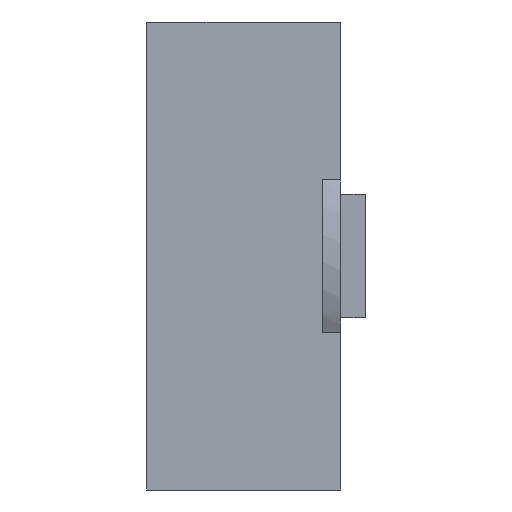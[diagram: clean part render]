
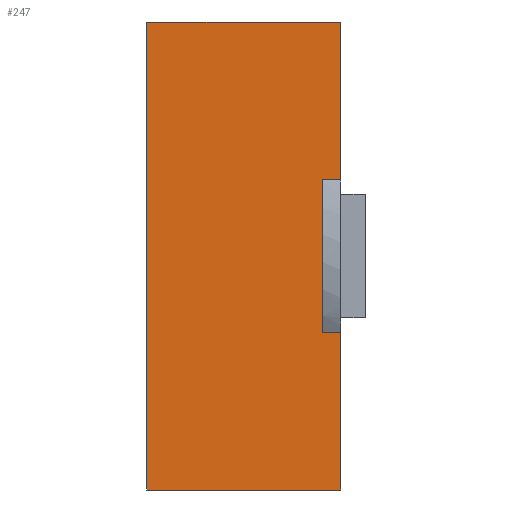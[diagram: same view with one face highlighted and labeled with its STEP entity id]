
A CAD part, left-side view. The second image highlights one B-rep face of the part: STEP entity #247.
In plain terms, the highlighted planar face has unit normal (-1, 0, 0).
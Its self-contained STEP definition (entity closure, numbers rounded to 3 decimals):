
#216 = VERTEX_POINT ( 'NONE', #3981 ) ;
#247 = ADVANCED_FACE ( 'NONE', ( #1012 ), #3030, .F. ) ;
#273 = LINE ( 'NONE', #1860, #2835 ) ;
#304 = VECTOR ( 'NONE', #2823, 1000. ) ;
#376 = EDGE_CURVE ( 'NONE', #1518, #583, #472, .T. ) ;
#442 = EDGE_CURVE ( 'NONE', #2833, #1482, #2639, .T. ) ;
#472 = LINE ( 'NONE', #1421, #304 ) ;
#545 = ORIENTED_EDGE ( 'NONE', *, *, #1815, .F. ) ;
#583 = VERTEX_POINT ( 'NONE', #2165 ) ;
#612 = DIRECTION ( 'NONE',  ( 1., 0., 0. ) ) ;
#666 = CARTESIAN_POINT ( 'NONE',  ( -3.8, 0.4, -3.8 ) ) ;
#675 = DIRECTION ( 'NONE',  ( 0., -1., 0. ) ) ;
#754 = CARTESIAN_POINT ( 'NONE',  ( -3.8, 0.4, 3.8 ) ) ;
#783 = VECTOR ( 'NONE', #675, 1000. ) ;
#859 = CARTESIAN_POINT ( 'NONE',  ( -3.8, 0.7, -1.25 ) ) ;
#995 = LINE ( 'NONE', #3818, #783 ) ;
#1012 = FACE_OUTER_BOUND ( 'NONE', #1447, .T. ) ;
#1056 = ORIENTED_EDGE ( 'NONE', *, *, #3632, .T. ) ;
#1121 = EDGE_CURVE ( 'NONE', #1480, #1686, #3337, .T. ) ;
#1147 = ORIENTED_EDGE ( 'NONE', *, *, #1121, .F. ) ;
#1204 = DIRECTION ( 'NONE',  ( 0., -1., 0. ) ) ;
#1388 = ORIENTED_EDGE ( 'NONE', *, *, #442, .T. ) ;
#1421 = CARTESIAN_POINT ( 'NONE',  ( -3.8, 3.55, 3.8 ) ) ;
#1447 = EDGE_LOOP ( 'NONE', ( #4117, #1147, #545, #1056, #1388, #1812, #2327, #1634 ) ) ;
#1480 = VERTEX_POINT ( 'NONE', #4518 ) ;
#1482 = VERTEX_POINT ( 'NONE', #2428 ) ;
#1504 = LINE ( 'NONE', #3514, #2960 ) ;
#1518 = VERTEX_POINT ( 'NONE', #3141 ) ;
#1528 = EDGE_CURVE ( 'NONE', #1518, #4215, #1504, .T. ) ;
#1533 = CARTESIAN_POINT ( 'NONE',  ( -3.8, 0.4, -1.25 ) ) ;
#1540 = EDGE_CURVE ( 'NONE', #583, #1482, #2087, .T. ) ;
#1634 = ORIENTED_EDGE ( 'NONE', *, *, #1528, .T. ) ;
#1686 = VERTEX_POINT ( 'NONE', #1533 ) ;
#1812 = ORIENTED_EDGE ( 'NONE', *, *, #1540, .F. ) ;
#1815 = EDGE_CURVE ( 'NONE', #216, #1480, #1816, .T. ) ;
#1816 = LINE ( 'NONE', #1983, #4087 ) ;
#1819 = CARTESIAN_POINT ( 'NONE',  ( -3.8, 17.848, 3.8 ) ) ;
#1860 = CARTESIAN_POINT ( 'NONE',  ( -3.8, 0.4, 3.8 ) ) ;
#1983 = CARTESIAN_POINT ( 'NONE',  ( -3.8, 0.7, -1.25 ) ) ;
#2087 = LINE ( 'NONE', #1819, #2251 ) ;
#2131 = DIRECTION ( 'NONE',  ( 0., -1., 0. ) ) ;
#2165 = CARTESIAN_POINT ( 'NONE',  ( -3.8, 3.55, 3.8 ) ) ;
#2251 = VECTOR ( 'NONE', #3224, 1000. ) ;
#2326 = AXIS2_PLACEMENT_3D ( 'NONE', #2342, #612, #4020 ) ;
#2327 = ORIENTED_EDGE ( 'NONE', *, *, #376, .F. ) ;
#2342 = CARTESIAN_POINT ( 'NONE',  ( -3.8, 17.848, 3.8 ) ) ;
#2428 = CARTESIAN_POINT ( 'NONE',  ( -3.8, 0.4, 3.8 ) ) ;
#2639 = LINE ( 'NONE', #754, #3128 ) ;
#2823 = DIRECTION ( 'NONE',  ( 0., 0., 1. ) ) ;
#2833 = VERTEX_POINT ( 'NONE', #3826 ) ;
#2835 = VECTOR ( 'NONE', #4292, 1000. ) ;
#2960 = VECTOR ( 'NONE', #2131, 1000. ) ;
#3030 = PLANE ( 'NONE',  #2326 ) ;
#3128 = VECTOR ( 'NONE', #3945, 1000. ) ;
#3141 = CARTESIAN_POINT ( 'NONE',  ( -3.8, 3.55, -3.8 ) ) ;
#3224 = DIRECTION ( 'NONE',  ( 0., -1., 0. ) ) ;
#3337 = LINE ( 'NONE', #859, #4167 ) ;
#3514 = CARTESIAN_POINT ( 'NONE',  ( -3.8, 17.848, -3.8 ) ) ;
#3632 = EDGE_CURVE ( 'NONE', #216, #2833, #995, .T. ) ;
#3818 = CARTESIAN_POINT ( 'NONE',  ( -3.8, 0.7, 1.25 ) ) ;
#3826 = CARTESIAN_POINT ( 'NONE',  ( -3.8, 0.4, 1.25 ) ) ;
#3945 = DIRECTION ( 'NONE',  ( 0., 0., 1. ) ) ;
#3981 = CARTESIAN_POINT ( 'NONE',  ( -3.8, 0.7, 1.25 ) ) ;
#4020 = DIRECTION ( 'NONE',  ( 0., 0., -1. ) ) ;
#4087 = VECTOR ( 'NONE', #4423, 1000. ) ;
#4117 = ORIENTED_EDGE ( 'NONE', *, *, #4311, .T. ) ;
#4167 = VECTOR ( 'NONE', #1204, 1000. ) ;
#4215 = VERTEX_POINT ( 'NONE', #666 ) ;
#4292 = DIRECTION ( 'NONE',  ( 0., 0., 1. ) ) ;
#4311 = EDGE_CURVE ( 'NONE', #4215, #1686, #273, .T. ) ;
#4423 = DIRECTION ( 'NONE',  ( 0., 0., -1. ) ) ;
#4518 = CARTESIAN_POINT ( 'NONE',  ( -3.8, 0.7, -1.25 ) ) ;
